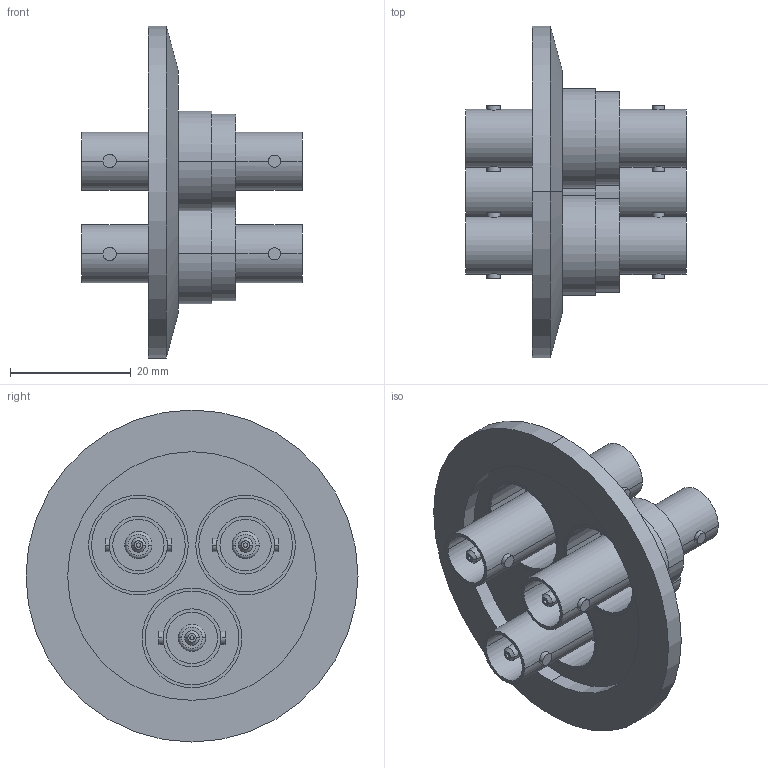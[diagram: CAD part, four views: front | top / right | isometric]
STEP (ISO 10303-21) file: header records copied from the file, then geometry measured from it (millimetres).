
FILE_DESCRIPTION (( 'STEP AP214' ), '1' );
FILE_NAME ('242-BNCDF50-K40-3.step', '2025-02-18T20:46:56', ( '' ), ( '' ), 'SwSTEP 2.0', 'SolidWorks 2022', '' );
FILE_SCHEMA (( 'AUTOMOTIVE_DESIGN' ));
Length unit declared in the file: millimetre
Products named in the file (5): 242-BNCDF50-K40-3; 242-BNCDF50-I; 9242-BNCDF50-IFW-1; 9431-KF40-16.5-3_DN40 KF; 9242-BNCDF50-IFW-2
Assembly tree (6 placements, depth 3):
  242-BNCDF50-K40-3
    9431-KF40-16.5-3_DN40 KF
    242-BNCDF50-I  x3
      9242-BNCDF50-IFW-1
      9242-BNCDF50-IFW-2
Bounding box: 36.5 x 55 x 55 mm (x, y, z)
Volume: 11709.5 mm3; surface area: 15288.5 mm2
Topology: 7 solids, 7 shells, 189 faces, 388 edges, 244 vertices
Faces by surface type: cylinder 112, plane 57, cone 14, torus 6
Entity records: 2366 total; most frequent: CARTESIAN_POINT 467, DIRECTION 400, ORIENTED_EDGE 304, AXIS2_PLACEMENT_3D 173, EDGE_CURVE 152, VERTEX_POINT 96, EDGE_LOOP 92, CIRCLE 90
